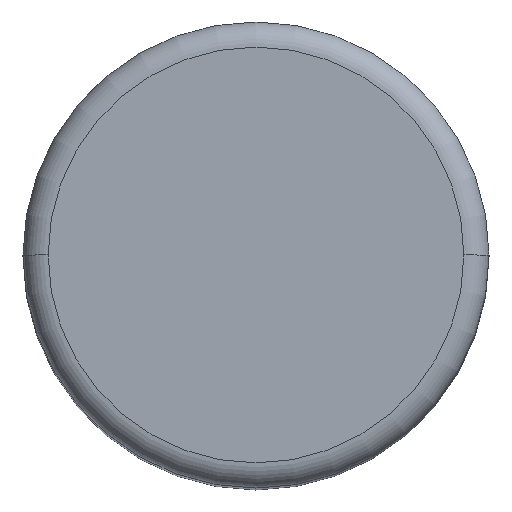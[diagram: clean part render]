
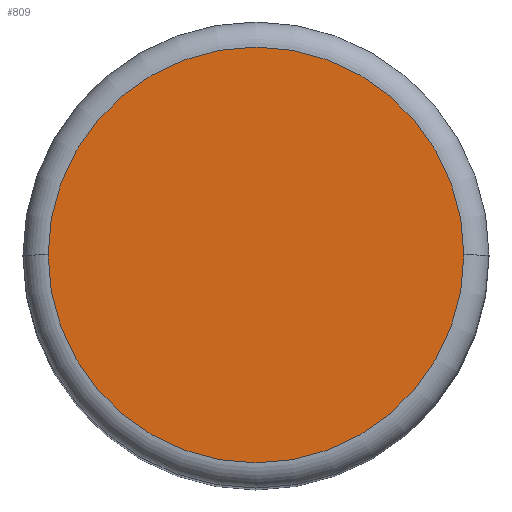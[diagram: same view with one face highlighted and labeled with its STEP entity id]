
A CAD part, top view. The second image highlights one B-rep face of the part: STEP entity #809.
In plain terms, the highlighted planar face has unit normal (0, 0, 1).
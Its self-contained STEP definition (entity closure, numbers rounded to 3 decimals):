
#729=CARTESIAN_POINT('',(41.3,0.,226.9));
#730=VERTEX_POINT('',#729);
#739=CARTESIAN_POINT('',(-41.3,0.,226.9));
#740=VERTEX_POINT('',#739);
#748=CARTESIAN_POINT('',(0.0,0.0,226.9));
#749=DIRECTION('',(0.0,0.0,-1.0));
#750=DIRECTION('',(1.0,0.0,0.0));
#751=AXIS2_PLACEMENT_3D('',#748,#749,#750);
#752=CIRCLE('',#751,41.3);
#753=EDGE_CURVE('',#740,#730,#752,.T.);
#764=CARTESIAN_POINT('',(0.0,0.0,226.9));
#765=DIRECTION('',(0.0,0.0,-1.0));
#766=DIRECTION('',(1.0,0.0,0.0));
#767=AXIS2_PLACEMENT_3D('',#764,#765,#766);
#768=CIRCLE('',#767,41.3);
#769=EDGE_CURVE('',#730,#740,#768,.T.);
#800=CARTESIAN_POINT('',(0.0,0.0,226.9));
#801=DIRECTION('',(0.0,0.0,1.0));
#802=DIRECTION('',(-1.0,0.0,0.0));
#803=AXIS2_PLACEMENT_3D('',#800,#801,#802);
#804=PLANE('',#803);
#805=ORIENTED_EDGE('',*,*,#753,.F.);
#806=ORIENTED_EDGE('',*,*,#769,.F.);
#807=EDGE_LOOP('',(#805,#806));
#808=FACE_OUTER_BOUND('',#807,.T.);
#809=ADVANCED_FACE('',(#808),#804,.T.);
